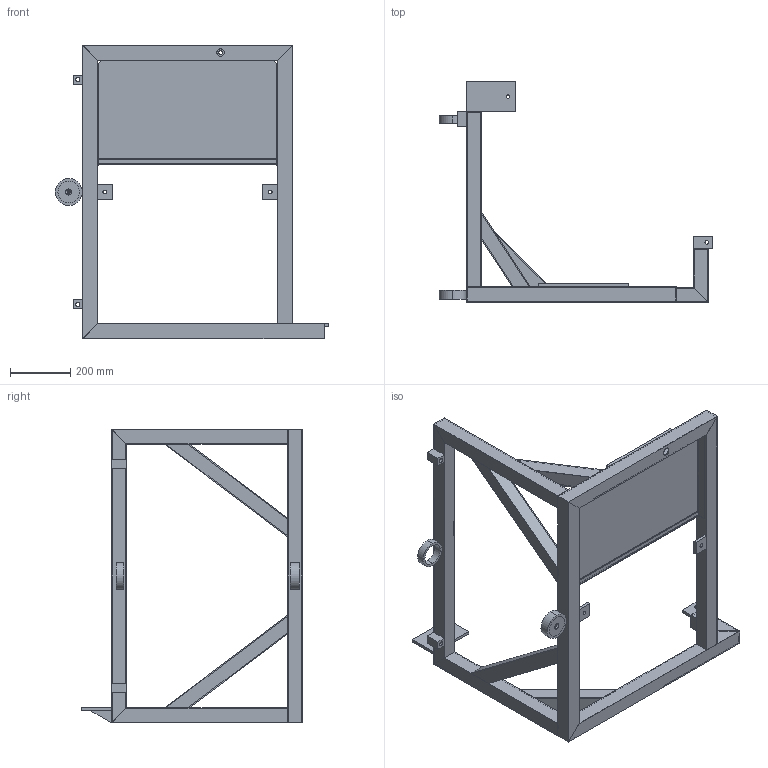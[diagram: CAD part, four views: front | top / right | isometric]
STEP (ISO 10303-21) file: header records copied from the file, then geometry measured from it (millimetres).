
FILE_DESCRIPTION (( 'STEP AP214' ), '1' );
FILE_NAME ('081118~0.STEP', '2021-05-04T10:35:05', ( '' ), ( '' ), 'SwSTEP 2.0', 'SolidWorks 2016', '' );
FILE_SCHEMA (( 'AUTOMOTIVE_DESIGN' ));
Length unit declared in the file: millimetre
Products named in the file (1): 081118~0
Bounding box: 910 x 735 x 978 mm (x, y, z)
Volume: 4912388.7 mm3; surface area: 3314113.4 mm2
Topology: 28 solids, 28 shells, 278 faces, 631 edges, 407 vertices
Faces by surface type: plane 221, cylinder 51, cone 2, sphere 2, bspline 2
Entity records: 8159 total; most frequent: CARTESIAN_POINT 1375, DIRECTION 1282, ORIENTED_EDGE 1252, EDGE_CURVE 626, LINE 516, VECTOR 516, VERTEX_POINT 404, AXIS2_PLACEMENT_3D 383
